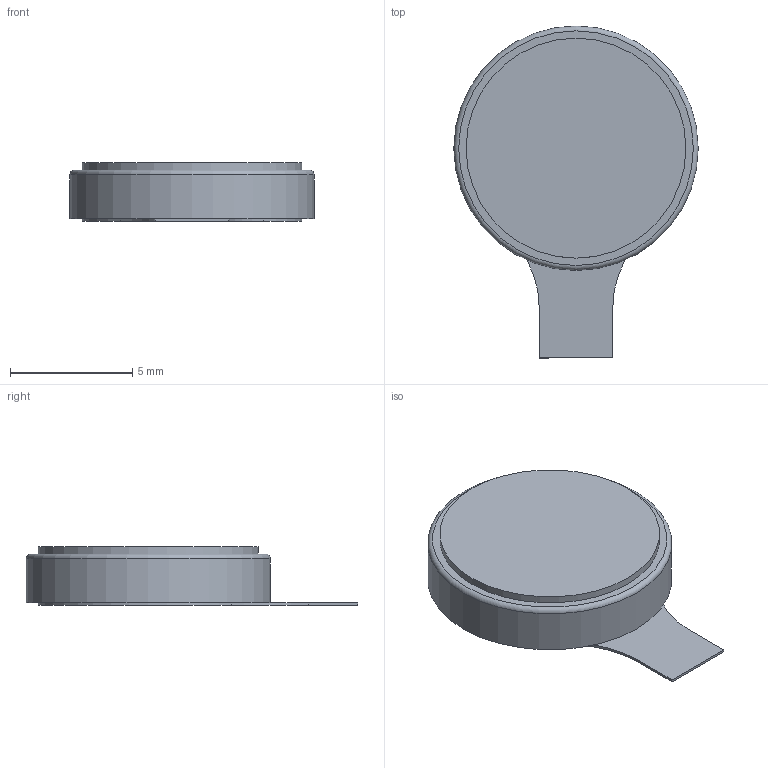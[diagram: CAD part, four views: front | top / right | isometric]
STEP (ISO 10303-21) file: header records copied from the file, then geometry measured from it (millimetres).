
FILE_DESCRIPTION(/* description */ (''),/* implementation_level */ '2;1');
FILE_NAME(/* name */ 'ERM.step',/* time_stamp */ '2022-07-11T04:15:56-04:00',/* author */ (''),/* organization */ (''),/* preprocessor_version */ 'ST-DEVELOPER v19',/* originating_system */ 'Autodesk Translation Framework v11.7.0.108',/* authorisation */ '');
FILE_SCHEMA (('AUTOMOTIVE_DESIGN { 1 0 10303 214 3 1 1 }'));
Length unit declared in the file: millimetre
Products named in the file (1): ERM
Bounding box: 10 x 13.58 x 2.4 mm (x, y, z)
Volume: 183.7 mm3; surface area: 512.9 mm2
Topology: 4 solids, 4 shells, 18 faces, 29 edges, 19 vertices
Faces by surface type: plane 11, cylinder 6, torus 1
Full cylindrical faces by diameter (mm): 9 x2, 10 x1
Entity records: 470 total; most frequent: DIRECTION 81, CARTESIAN_POINT 67, ORIENTED_EDGE 58, AXIS2_PLACEMENT_3D 33, EDGE_CURVE 29, VERTEX_POINT 19, FACE_OUTER_BOUND 18, EDGE_LOOP 18
